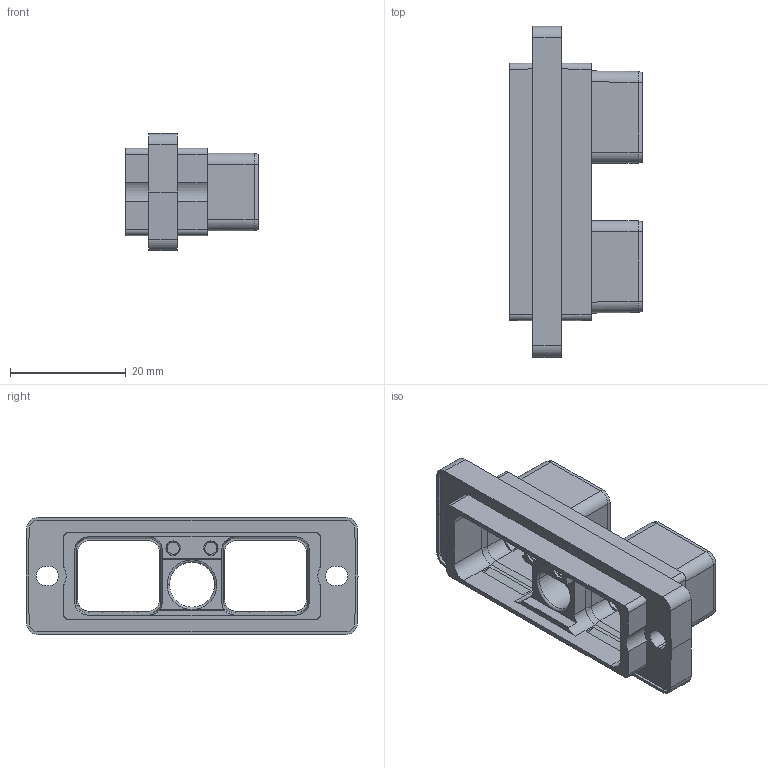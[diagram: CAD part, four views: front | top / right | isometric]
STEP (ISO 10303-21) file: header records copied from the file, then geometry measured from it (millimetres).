
FILE_DESCRIPTION((''),'2;1');
FILE_NAME('SIM2S45','2019-09-17T',('presta_be4'),(''),'PRO/ENGINEER BY PARAMETRIC TECHNOLOGY CORPORATION, 2014310','PRO/ENGINEER BY PARAMETRIC TECHNOLOGY CORPORATION, 2014310','');
FILE_SCHEMA(('CONFIG_CONTROL_DESIGN'));
Length unit declared in the file: millimetre
Products named in the file (1): SIM2S45
Bounding box: 22.96 x 57.38 x 20.26 mm (x, y, z)
Volume: 5555.5 mm3; surface area: 7305.2 mm2
Topology: 10 solids, 10 shells, 660 faces, 1744 edges, 1134 vertices
Faces by surface type: plane 532, cylinder 90, bspline 20, cone 12, torus 6
Entity records: 21266 total; most frequent: CARTESIAN_POINT 4949, ORIENTED_EDGE 3488, DIRECTION 3105, EDGE_CURVE 1744, VECTOR 1515, LINE 1515, VERTEX_POINT 1134, AXIS2_PLACEMENT_3D 795
